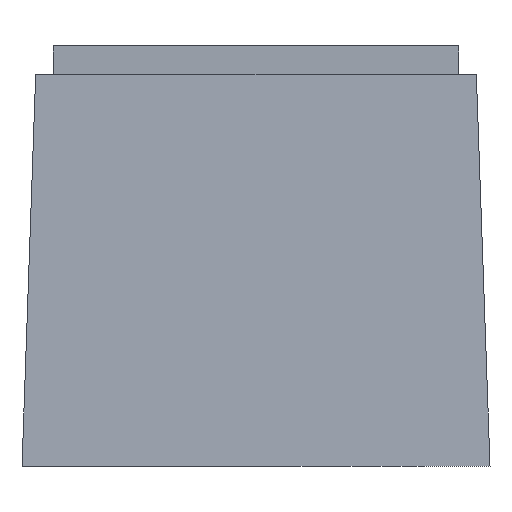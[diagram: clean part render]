
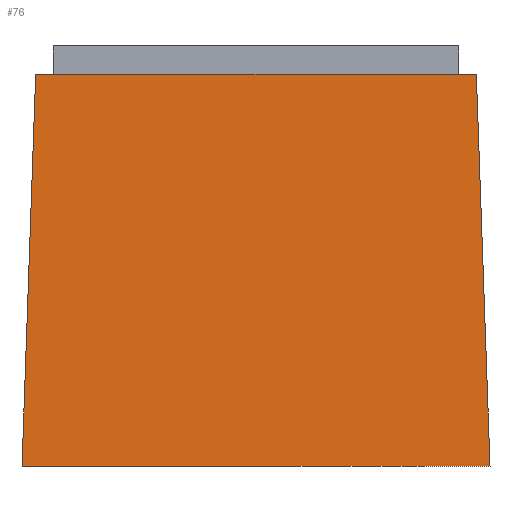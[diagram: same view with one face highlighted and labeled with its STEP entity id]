
A CAD part, left-side view. The second image highlights one B-rep face of the part: STEP entity #76.
In plain terms, the highlighted planar face has unit normal (-0.999, 0, 0.035).
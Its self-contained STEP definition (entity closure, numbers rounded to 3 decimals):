
#51=FACE_OUTER_BOUND('',#145,.T.);
#76=ADVANCED_FACE('',(#51),#95,.T.);
#95=PLANE('',#365);
#145=EDGE_LOOP('',(#202,#203,#204,#205));
#202=ORIENTED_EDGE('',*,*,#269,.F.);
#203=ORIENTED_EDGE('',*,*,#296,.F.);
#204=ORIENTED_EDGE('',*,*,#289,.T.);
#205=ORIENTED_EDGE('',*,*,#297,.F.);
#240=VERTEX_POINT('',#478);
#242=VERTEX_POINT('',#481);
#259=VERTEX_POINT('',#517);
#261=VERTEX_POINT('',#521);
#269=EDGE_CURVE('',#240,#242,#305,.T.);
#289=EDGE_CURVE('',#259,#261,#315,.T.);
#296=EDGE_CURVE('',#259,#240,#322,.T.);
#297=EDGE_CURVE('',#242,#261,#323,.T.);
#305=LINE('',#480,#329);
#315=LINE('',#522,#339);
#322=LINE('',#533,#346);
#323=LINE('',#534,#347);
#329=VECTOR('',#387,1.);
#339=VECTOR('',#421,1.);
#346=VECTOR('',#436,1.);
#347=VECTOR('',#437,1.);
#365=AXIS2_PLACEMENT_3D('',#535,#438,#439);
#387=DIRECTION('',(0.,-1.,0.));
#421=DIRECTION('',(0.,-1.,0.));
#436=DIRECTION('',(0.035,-0.035,0.999));
#437=DIRECTION('',(-0.035,-0.035,-0.999));
#438=DIRECTION('',(-0.999,0.,0.035));
#439=DIRECTION('',(-0.035,0.,-0.999));
#478=CARTESIAN_POINT('',(-9.281,9.281,16.3));
#480=CARTESIAN_POINT('',(-9.281,11.,16.3));
#481=CARTESIAN_POINT('',(-9.281,-9.281,16.3));
#517=CARTESIAN_POINT('',(-9.857,9.857,-0.2));
#521=CARTESIAN_POINT('',(-9.857,-9.857,-0.2));
#522=CARTESIAN_POINT('',(-9.857,11.,-0.2));
#533=CARTESIAN_POINT('',(-9.323,9.323,15.091));
#534=CARTESIAN_POINT('',(-9.296,-9.296,15.858));
#535=CARTESIAN_POINT('',(-9.321,11.,15.15));
